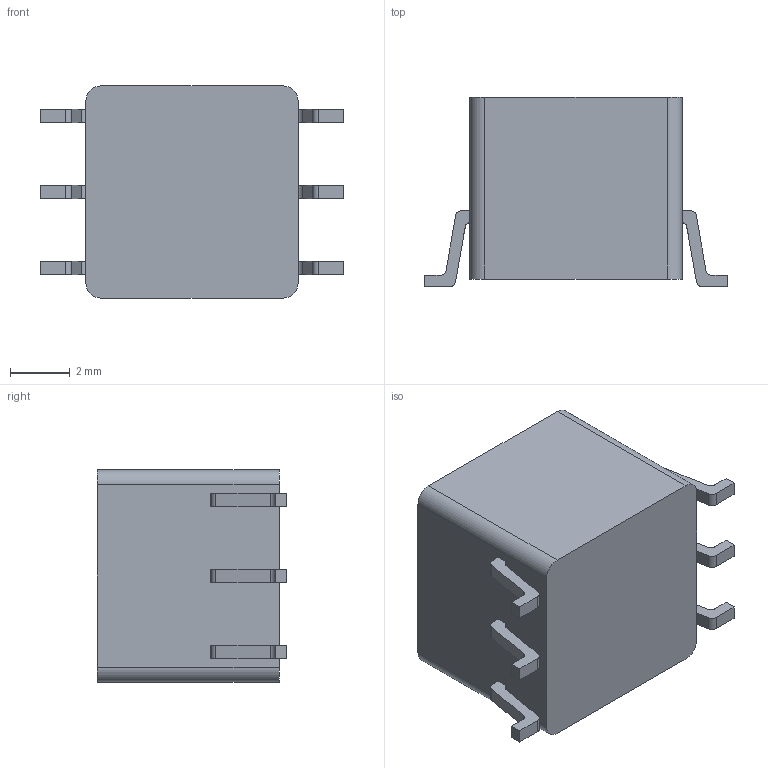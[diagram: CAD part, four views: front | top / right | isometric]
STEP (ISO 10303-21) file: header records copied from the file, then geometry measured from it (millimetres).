
FILE_DESCRIPTION((''),'2;1');
FILE_NAME('PT74263NL','2012-08-21T',('ryans'),('Bourns, Inc.'),'PRO/ENGINEER BY PARAMETRIC TECHNOLOGY CORPORATION, 2010100','PRO/ENGINEER BY PARAMETRIC TECHNOLOGY CORPORATION, 2010100','');
FILE_SCHEMA(('CONFIG_CONTROL_DESIGN'));
Length unit declared in the file: millimetre
Products named in the file (1): PT74263NL
Bounding box: 10.15 x 6.34 x 7.1 mm (x, y, z)
Volume: 309.2 mm3; surface area: 301.2 mm2
Topology: 1 solids, 1 shells, 82 faces, 222 edges, 148 vertices
Faces by surface type: plane 54, cylinder 28
Entity records: 2620 total; most frequent: CARTESIAN_POINT 452, ORIENTED_EDGE 444, DIRECTION 442, EDGE_CURVE 222, VECTOR 166, LINE 166, VERTEX_POINT 148, AXIS2_PLACEMENT_3D 138
